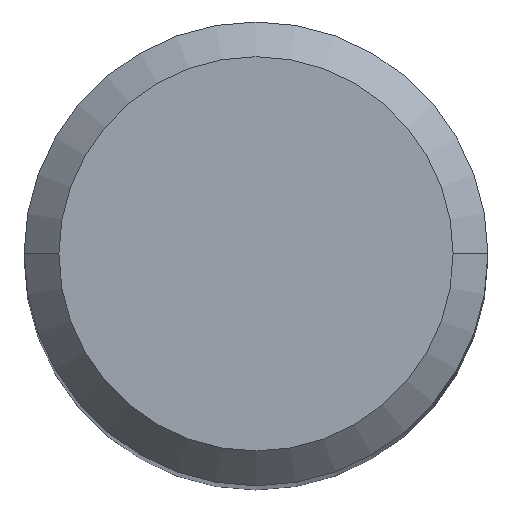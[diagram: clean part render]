
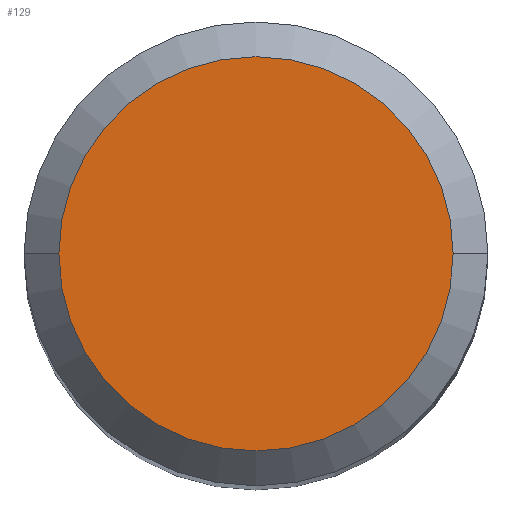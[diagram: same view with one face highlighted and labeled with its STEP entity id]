
A CAD part, top view. The second image highlights one B-rep face of the part: STEP entity #129.
In plain terms, the highlighted planar face has unit normal (0, 0, 1).
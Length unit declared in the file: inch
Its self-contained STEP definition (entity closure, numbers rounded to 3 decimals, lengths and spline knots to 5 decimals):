
#48 = DIRECTION ( 'NONE',  ( 0., 0., 1. ) ) ;
#54 = VERTEX_POINT ( 'NONE', #424 ) ;
#55 = CARTESIAN_POINT ( 'NONE',  ( 0., 0., 0. ) ) ;
#67 = CARTESIAN_POINT ( 'NONE',  ( 0., 0., 0. ) ) ;
#87 = VERTEX_POINT ( 'NONE', #392 ) ;
#129 = ADVANCED_FACE ( 'NONE', ( #284 ), #403, .F. ) ;
#147 = ORIENTED_EDGE ( 'NONE', *, *, #218, .T. ) ;
#172 = CIRCLE ( 'NONE', #415, 0.20077 ) ;
#177 = ORIENTED_EDGE ( 'NONE', *, *, #238, .T. ) ;
#180 = DIRECTION ( 'NONE',  ( 0., 0., 1. ) ) ;
#187 = AXIS2_PLACEMENT_3D ( 'NONE', #67, #397, #365 ) ;
#218 = EDGE_CURVE ( 'NONE', #54, #87, #427, .T. ) ;
#238 = EDGE_CURVE ( 'NONE', #87, #54, #172, .T. ) ;
#284 = FACE_OUTER_BOUND ( 'NONE', #320, .T. ) ;
#320 = EDGE_LOOP ( 'NONE', ( #147, #177 ) ) ;
#344 = DIRECTION ( 'NONE',  ( 1., 0., 0. ) ) ;
#365 = DIRECTION ( 'NONE',  ( -1., 0., 0. ) ) ;
#371 = DIRECTION ( 'NONE',  ( 1., 0., 0. ) ) ;
#386 = AXIS2_PLACEMENT_3D ( 'NONE', #448, #180, #344 ) ;
#392 = CARTESIAN_POINT ( 'NONE',  ( 0.20077, 0., 0. ) ) ;
#397 = DIRECTION ( 'NONE',  ( 0., 0., -1. ) ) ;
#403 = PLANE ( 'NONE',  #187 ) ;
#415 = AXIS2_PLACEMENT_3D ( 'NONE', #55, #48, #371 ) ;
#424 = CARTESIAN_POINT ( 'NONE',  ( -0.20077, 0., 0. ) ) ;
#427 = CIRCLE ( 'NONE', #386, 0.20077 ) ;
#448 = CARTESIAN_POINT ( 'NONE',  ( 0., 0., 0. ) ) ;
